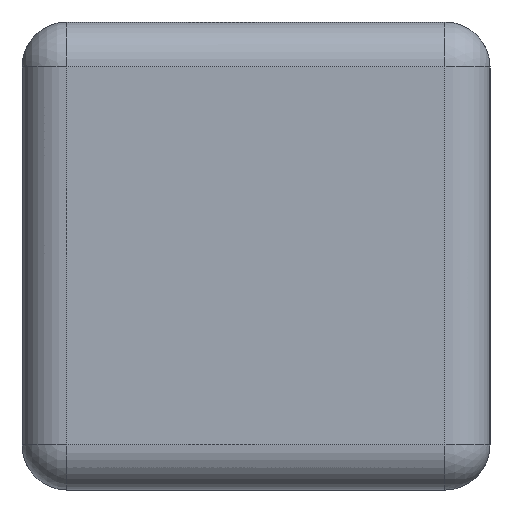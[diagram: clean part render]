
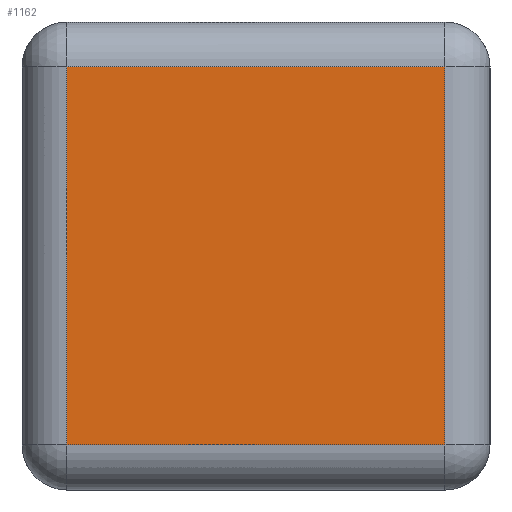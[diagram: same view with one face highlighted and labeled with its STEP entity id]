
A CAD part, left-side view. The second image highlights one B-rep face of the part: STEP entity #1162.
In plain terms, the highlighted planar face has unit normal (-1, 0, 0).
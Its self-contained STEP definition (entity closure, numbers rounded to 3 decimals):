
#3 = CARTESIAN_POINT ( 'NONE',  ( -5.05, 0.3, -1.26 ) ) ;
#118 = DIRECTION ( 'NONE',  ( 1., 0., 0. ) ) ;
#137 = VERTEX_POINT ( 'NONE', #3 ) ;
#170 = ORIENTED_EDGE ( 'NONE', *, *, #1032, .T. ) ;
#209 = VERTEX_POINT ( 'NONE', #1182 ) ;
#220 = AXIS2_PLACEMENT_3D ( 'NONE', #715, #118, #537 ) ;
#227 = EDGE_LOOP ( 'NONE', ( #641, #518, #928, #170 ) ) ;
#237 = LINE ( 'NONE', #663, #281 ) ;
#281 = VECTOR ( 'NONE', #551, 1000. ) ;
#315 = VECTOR ( 'NONE', #413, 1000. ) ;
#333 = CARTESIAN_POINT ( 'NONE',  ( -5.05, 2.82, -1.26 ) ) ;
#349 = CARTESIAN_POINT ( 'NONE',  ( -5.05, 3.12, -1.26 ) ) ;
#357 = DIRECTION ( 'NONE',  ( 0., -1., 0. ) ) ;
#397 = CARTESIAN_POINT ( 'NONE',  ( -5.05, 2.82, -1.56 ) ) ;
#410 = VERTEX_POINT ( 'NONE', #1243 ) ;
#413 = DIRECTION ( 'NONE',  ( 0., 0., -1. ) ) ;
#423 = PLANE ( 'NONE',  #220 ) ;
#440 = LINE ( 'NONE', #968, #744 ) ;
#487 = EDGE_CURVE ( 'NONE', #410, #609, #951, .T. ) ;
#515 = FACE_OUTER_BOUND ( 'NONE', #227, .T. ) ;
#518 = ORIENTED_EDGE ( 'NONE', *, *, #719, .T. ) ;
#537 = DIRECTION ( 'NONE',  ( 0., 0., -1. ) ) ;
#551 = DIRECTION ( 'NONE',  ( 0., 0., 1. ) ) ;
#609 = VERTEX_POINT ( 'NONE', #333 ) ;
#641 = ORIENTED_EDGE ( 'NONE', *, *, #487, .T. ) ;
#663 = CARTESIAN_POINT ( 'NONE',  ( -5.05, 0.3, 1.56 ) ) ;
#684 = DIRECTION ( 'NONE',  ( 0., 1., 0. ) ) ;
#715 = CARTESIAN_POINT ( 'NONE',  ( -5.05, 3.12, 1.56 ) ) ;
#719 = EDGE_CURVE ( 'NONE', #609, #137, #1125, .T. ) ;
#744 = VECTOR ( 'NONE', #684, 1000. ) ;
#928 = ORIENTED_EDGE ( 'NONE', *, *, #960, .T. ) ;
#951 = LINE ( 'NONE', #397, #315 ) ;
#960 = EDGE_CURVE ( 'NONE', #137, #209, #237, .T. ) ;
#968 = CARTESIAN_POINT ( 'NONE',  ( -5.05, 3.12, 1.26 ) ) ;
#1032 = EDGE_CURVE ( 'NONE', #209, #410, #440, .T. ) ;
#1125 = LINE ( 'NONE', #349, #1201 ) ;
#1162 = ADVANCED_FACE ( 'NONE', ( #515 ), #423, .F. ) ;
#1182 = CARTESIAN_POINT ( 'NONE',  ( -5.05, 0.3, 1.26 ) ) ;
#1201 = VECTOR ( 'NONE', #357, 1000. ) ;
#1243 = CARTESIAN_POINT ( 'NONE',  ( -5.05, 2.82, 1.26 ) ) ;
